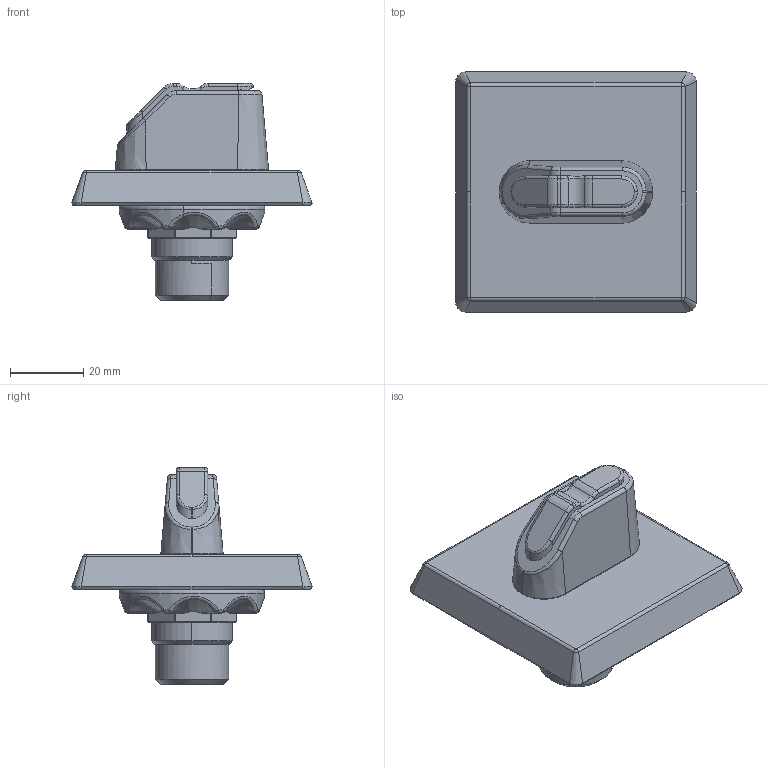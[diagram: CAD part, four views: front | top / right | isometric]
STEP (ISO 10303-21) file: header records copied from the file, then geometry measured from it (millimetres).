
FILE_DESCRIPTION((''),'2;1');
FILE_NAME('OHBS2PJ_SW0001','2024-05-30T08:13:09',('FIANLEH10'),(''),'CREO PARAMETRIC BY PTC INC, 2022364','CREO PARAMETRIC BY PTC INC, 2022364','');
FILE_SCHEMA(('AUTOMOTIVE_DESIGN { 1 0 10303 214 1 1 1 1 }'));
Length unit declared in the file: millimetre
Products named in the file (1): OHBS2PJ_SW0001
Bounding box: 65.57 x 65.52 x 59.2 mm (x, y, z)
Volume: 61098.5 mm3; surface area: 15698.8 mm2
Topology: 1 solids, 2 shells, 290 faces, 702 edges, 408 vertices
Faces by surface type: bspline 84, cylinder 82, plane 77, cone 18, torus 17, sphere 8, extrusion 4
Entity records: 21850 total; most frequent: CARTESIAN_POINT 13024, ORIENTED_EDGE 1360, DIRECTION 1122, EDGE_CURVE 680, AXIS2_PLACEMENT_3D 420, VERTEX_POINT 406, FILL_AREA_STYLE_COLOUR 313, FILL_AREA_STYLE 313
